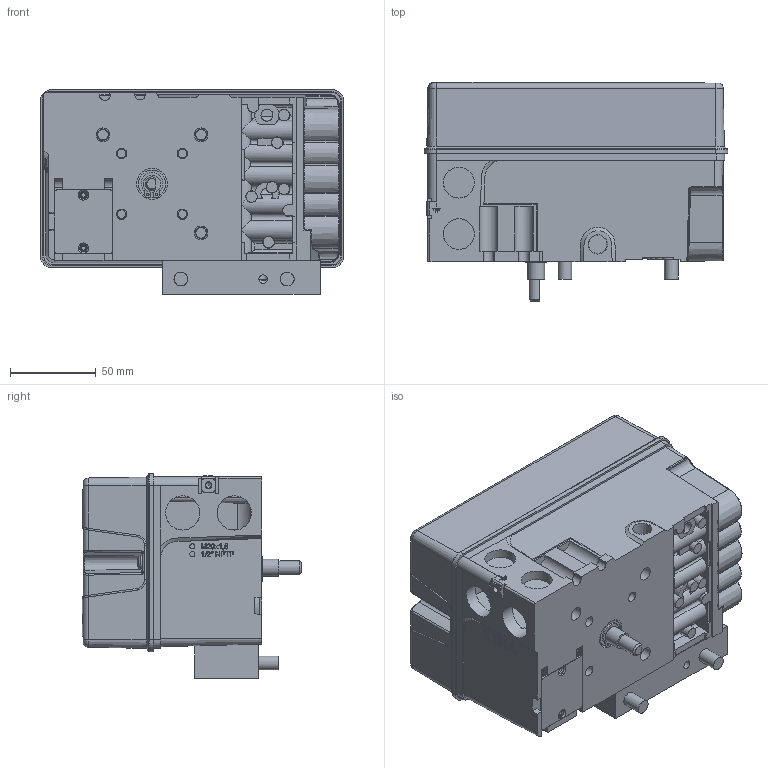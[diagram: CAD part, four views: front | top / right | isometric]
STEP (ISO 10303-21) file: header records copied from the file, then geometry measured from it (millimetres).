
FILE_DESCRIPTION (( 'STEP AP214' ), '1' );
FILE_NAME ('D20 with Flowtop kit .STEP', '2022-12-13T15:22:37', ( '' ), ( '' ), 'SwSTEP 2.0', 'SolidWorks 2021', '' );
FILE_SCHEMA (( 'AUTOMOTIVE_DESIGN' ));
Length unit declared in the file: millimetre
Products named in the file (23): D20 with Flowtop kit  ; D20-38(x)_2022_Black; O-ring WSWM_140130_45.84x1.78; MC6S A4-SS 2343 M8_40; D20-As37_2022_Black no indicator; D4-015; Oring_Displayfönster; D20-46_rev3_171016_MRN; MRX 4x12 Captured_Without Cover; MC6S A4-ISO4762 M5_20; Spindle bearing 10x14x10; D4-005_39; D4-001 r13_D20 Variant; D4-As909-Solid; ECO FIX-H M4x6; 29363; Lockdekal; D4-As005m3-Solider_39; D20-23_rev0; D20-37_150901_MRN_Black; D4-909 O-ring; D4-909; Lockskruv D30_MRX 4x44_Without Cover
Assembly tree (32 placements, depth 3):
  D20 with Flowtop kit  
    D4-001 r13_D20 Variant
    D4-As005m3-Solider_39
      D4-005_39
      29363
      D20-23_rev0
    Spindle bearing 10x14x10
    D4-As909-Solid
      D4-909
      D4-909 O-ring
      MC6S A4-ISO4762 M5_20  x3
      MC6S A4-SS 2343 M8_40  x2
    D20-As37_2022_Black no indicator
      D20-37_150901_MRN_Black
      D20-38(x)_2022_Black
      D20-46_rev3_171016_MRN
      O-ring WSWM_140130_45.84x1.78
      Lockskruv D30_MRX 4x44_Without Cover  x2
      MRX 4x12 Captured_Without Cover
      ECO FIX-H M4x6  x7
      Oring_Displayfönster
      Lockdekal
    D4-015
Bounding box: 176.93 x 127.8 x 119.47 mm (x, y, z)
Volume: 507140.2 mm3; surface area: 260031 mm2
Topology: 29 solids, 29 shells, 3219 faces, 8091 edges, 5260 vertices
Faces by surface type: plane 1954, bspline 519, cone 361, cylinder 330, torus 44, sphere 11
Full cylindrical faces by diameter (mm): 1.5 x2, 1.78 x7, 2 x2, 2.5 x26, 3 x17, 3.3 x12, 3.5 x4, 3.621 x8, 4 x17, 4.2 x5, 4.4 x2, 5 x17, 5.5 x3, 6 x6, 6.5 x2, 6.8 x5, 7 x1, 7.2 x1, 8 x13, 8.1 x2, 8.5 x3, 9 x2, 9.3 x1, 10 x15, 11.8 x2, 13 x2, 13.157 x2, 14 x4, 16 x1, 18 x3
Entity records: 114793 total; most frequent: CARTESIAN_POINT 47030, ORIENTED_EDGE 14314, DIRECTION 11771, EDGE_CURVE 7157, VERTEX_POINT 4839, VECTOR 4529, LINE 4529, AXIS2_PLACEMENT_3D 3621
